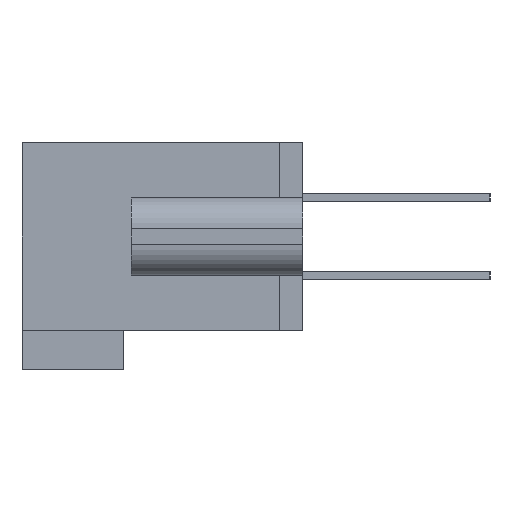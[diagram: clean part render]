
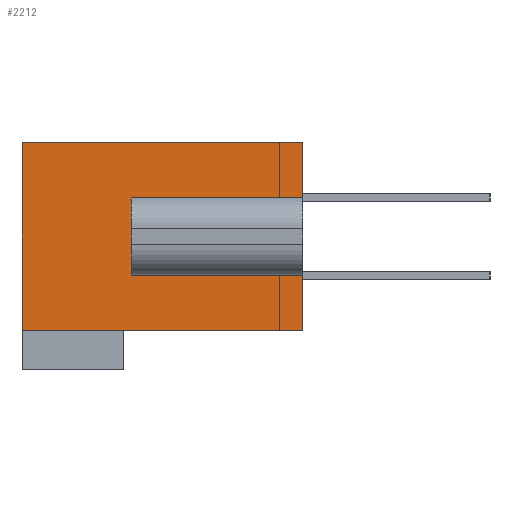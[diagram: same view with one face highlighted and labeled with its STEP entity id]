
A CAD part, left-side view. The second image highlights one B-rep face of the part: STEP entity #2212.
In plain terms, the highlighted planar face has unit normal (-1, 0, 0).
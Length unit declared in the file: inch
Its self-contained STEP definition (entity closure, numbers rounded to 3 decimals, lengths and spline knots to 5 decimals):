
#2212 = ADVANCED_FACE( '', ( #4657 ), #4658, .T. );
#4657 = FACE_OUTER_BOUND( '', #7347, .T. );
#4658 = PLANE( '', #7348 );
#7347 = EDGE_LOOP( '', ( #13580, #13581, #13582, #13583, #13584, #13585, #13586, #13587 ) );
#7348 = AXIS2_PLACEMENT_3D( '', #13588, #13589, #13590 );
#13580 = ORIENTED_EDGE( '', *, *, #17962, .F. );
#13581 = ORIENTED_EDGE( '', *, *, #16001, .F. );
#13582 = ORIENTED_EDGE( '', *, *, #17963, .T. );
#13583 = ORIENTED_EDGE( '', *, *, #17964, .T. );
#13584 = ORIENTED_EDGE( '', *, *, #16875, .F. );
#13585 = ORIENTED_EDGE( '', *, *, #17965, .F. );
#13586 = ORIENTED_EDGE( '', *, *, #17966, .T. );
#13587 = ORIENTED_EDGE( '', *, *, #17105, .T. );
#13588 = CARTESIAN_POINT( '', ( -1.0075, 0., -0.06 ) );
#13589 = DIRECTION( '', ( -1., 0., 0. ) );
#13590 = DIRECTION( '', ( 0., 0., 1. ) );
#16001 = EDGE_CURVE( '', #19306, #19308, #19309, .T. );
#16875 = EDGE_CURVE( '', #20701, #20704, #20705, .T. );
#17105 = EDGE_CURVE( '', #21046, #21044, #21047, .T. );
#17962 = EDGE_CURVE( '', #19308, #21044, #22171, .T. );
#17963 = EDGE_CURVE( '', #19306, #22172, #22173, .T. );
#17964 = EDGE_CURVE( '', #22172, #20704, #22174, .T. );
#17965 = EDGE_CURVE( '', #22175, #20701, #22176, .T. );
#17966 = EDGE_CURVE( '', #22175, #21046, #22177, .T. );
#19306 = VERTEX_POINT( '', #23998 );
#19308 = VERTEX_POINT( '', #24001 );
#19309 = LINE( '', #24002, #24003 );
#20701 = VERTEX_POINT( '', #26056 );
#20704 = VERTEX_POINT( '', #26060 );
#20705 = LINE( '', #26061, #26062 );
#21044 = VERTEX_POINT( '', #26566 );
#21046 = VERTEX_POINT( '', #26569 );
#21047 = LINE( '', #26570, #26571 );
#22171 = LINE( '', #28282, #28283 );
#22172 = VERTEX_POINT( '', #28284 );
#22173 = LINE( '', #28285, #28286 );
#22174 = LINE( '', #28287, #28288 );
#22175 = VERTEX_POINT( '', #28289 );
#22176 = LINE( '', #28290, #28291 );
#22177 = LINE( '', #28292, #28293 );
#23998 = CARTESIAN_POINT( '', ( -1.0075, 0., -0.06 ) );
#24001 = CARTESIAN_POINT( '', ( -1.0075, 0.18, -0.06 ) );
#24002 = CARTESIAN_POINT( '', ( -1.0075, 0., -0.06 ) );
#24003 = VECTOR( '', #29275, 39.37008 );
#26056 = CARTESIAN_POINT( '', ( -1.0075, 0.11, 0.025 ) );
#26060 = CARTESIAN_POINT( '', ( -1.0075, 0.11, -0.025 ) );
#26061 = CARTESIAN_POINT( '', ( -1.0075, 0.11, 0.12 ) );
#26062 = VECTOR( '', #29944, 39.37008 );
#26566 = CARTESIAN_POINT( '', ( -1.0075, 0.18, 0.06 ) );
#26569 = CARTESIAN_POINT( '', ( -1.0075, 0., 0.06 ) );
#26570 = CARTESIAN_POINT( '', ( -1.0075, 0., 0.06 ) );
#26571 = VECTOR( '', #30117, 39.37008 );
#28282 = CARTESIAN_POINT( '', ( -1.0075, 0.18, -0.06 ) );
#28283 = VECTOR( '', #30714, 39.37008 );
#28284 = CARTESIAN_POINT( '', ( -1.0075, 0., -0.025 ) );
#28285 = CARTESIAN_POINT( '', ( -1.0075, 0., -0.06 ) );
#28286 = VECTOR( '', #30715, 39.37008 );
#28287 = CARTESIAN_POINT( '', ( -1.0075, 0., -0.025 ) );
#28288 = VECTOR( '', #30716, 39.37008 );
#28289 = CARTESIAN_POINT( '', ( -1.0075, 0., 0.025 ) );
#28290 = CARTESIAN_POINT( '', ( -1.0075, 0., 0.025 ) );
#28291 = VECTOR( '', #30717, 39.37008 );
#28292 = CARTESIAN_POINT( '', ( -1.0075, 0., 0.025 ) );
#28293 = VECTOR( '', #30718, 39.37008 );
#29275 = DIRECTION( '', ( 0., 1., 0. ) );
#29944 = DIRECTION( '', ( 0., 0., -1. ) );
#30117 = DIRECTION( '', ( 0., 1., 0. ) );
#30714 = DIRECTION( '', ( 0., 0., 1. ) );
#30715 = DIRECTION( '', ( 0., 0., 1. ) );
#30716 = DIRECTION( '', ( 0., 1., 0. ) );
#30717 = DIRECTION( '', ( 0., 1., 0. ) );
#30718 = DIRECTION( '', ( 0., 0., 1. ) );
